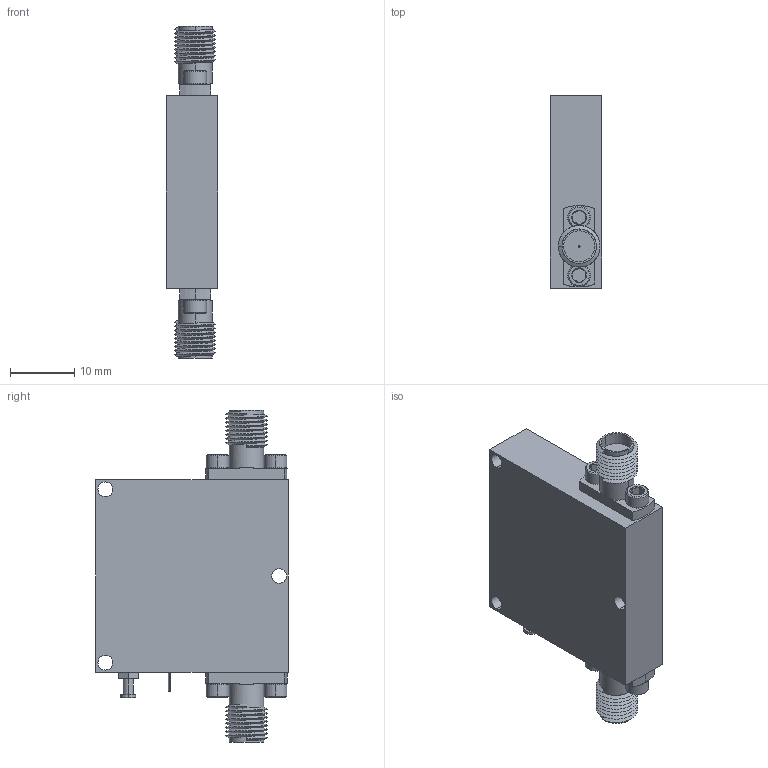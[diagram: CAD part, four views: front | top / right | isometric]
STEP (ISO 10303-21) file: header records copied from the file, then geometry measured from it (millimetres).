
FILE_DESCRIPTION (( 'STEP AP203' ), '1' );
FILE_NAME ('SBL-0131833025-SFSF-E3.STEP', '2019-03-19T18:55:08', ( '' ), ( '' ), 'SwSTEP 2.0', 'SolidWorks 2016', '' );
FILE_SCHEMA (( 'CONFIG_CONTROL_DESIGN' ));
Length unit declared in the file: inch
Products named in the file (1): SBL-0131833025-SFSF-E3
Bounding box: 8 x 30 x 51.74 mm (x, y, z)
Surface area: 3939.4 mm2 (no closed solid volume)
Topology: 0 solids, 9 shells, 161 faces, 372 edges, 230 vertices
Faces by surface type: plane 69, cone 44, cylinder 40, bspline 8
Entity records: 6037 total; most frequent: CARTESIAN_POINT 2360, DIRECTION 770, ORIENTED_EDGE 704, EDGE_CURVE 372, AXIS2_PLACEMENT_3D 292, VERTEX_POINT 230, LINE 186, VECTOR 186
